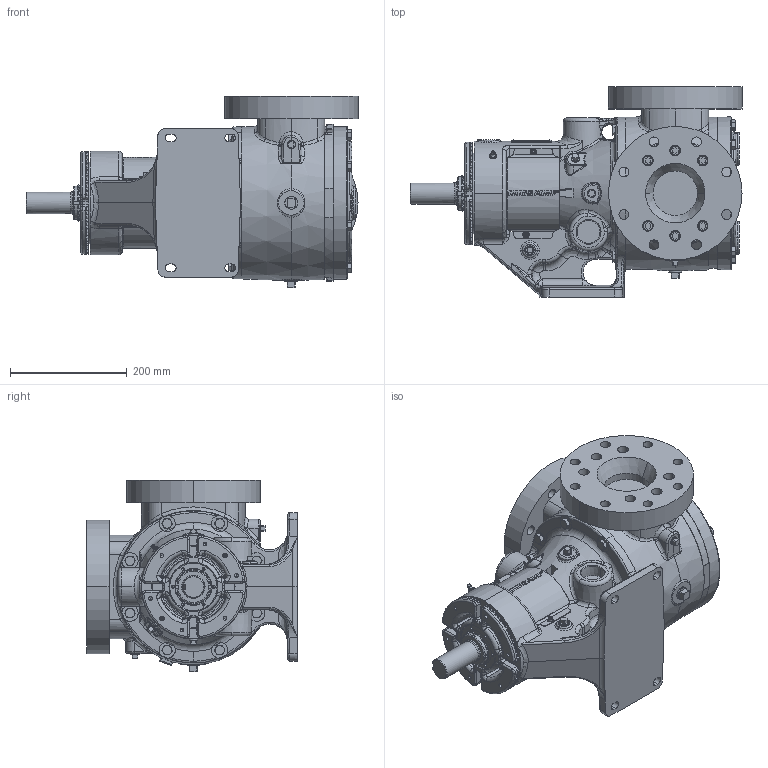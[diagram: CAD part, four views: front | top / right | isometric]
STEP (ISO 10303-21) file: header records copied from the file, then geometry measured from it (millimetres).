
FILE_DESCRIPTION (( 'STEP AP214' ), '1' );
FILE_NAME ('LV-4551.STEP', '2024-04-03T15:00:41', ( '' ), ( '' ), 'SwSTEP 2.0', 'SolidWorks 2022', '' );
FILE_SCHEMA (( 'AUTOMOTIVE_DESIGN' ));
Length unit declared in the file: inch
Products named in the file (1): LV-4551
Bounding box: 568.48 x 360.36 x 327.72 mm (x, y, z)
Volume: 20201196.8 mm3; surface area: 987722.5 mm2
Topology: 1 solids, 1 shells, 4462 faces, 11406 edges, 7156 vertices
Faces by surface type: plane 1536, bspline 1253, cylinder 887, cone 630, torus 102, sphere 54
Entity records: 251336 total; most frequent: CARTESIAN_POINT 96429, ORIENTED_EDGE 22654, DIRECTION 16362, EDGE_CURVE 11327, VERTEX_POINT 7153, AXIS2_PLACEMENT_3D 6214, EDGE_LOOP 4802, LENGTH_MEASURE_WITH_UNIT 4465
